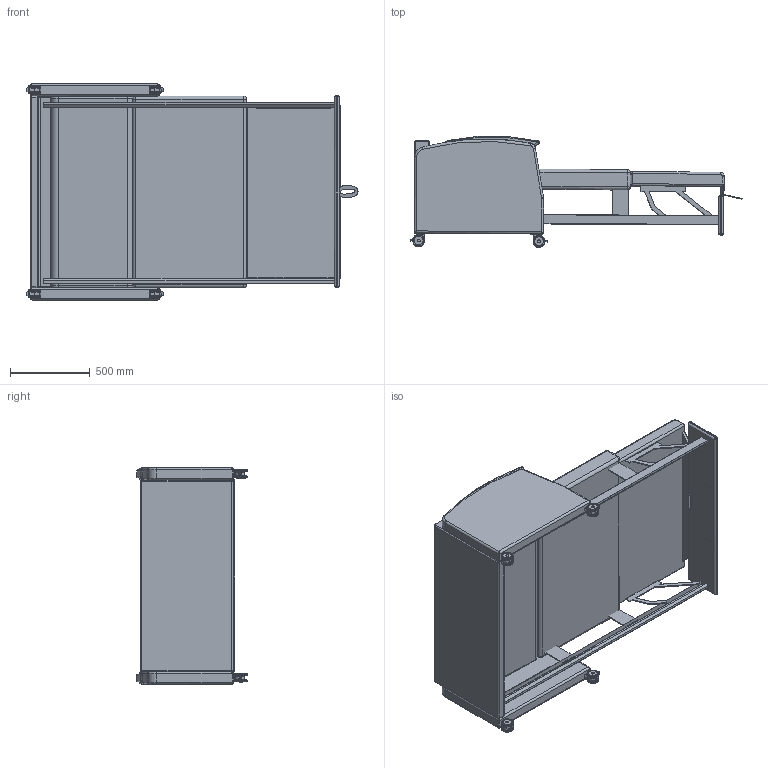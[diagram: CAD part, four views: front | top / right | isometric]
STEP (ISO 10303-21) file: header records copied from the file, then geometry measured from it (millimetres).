
FILE_DESCRIPTION(/* description */ (''),/* implementation_level */ '2;1');
FILE_NAME(/* name */ 'R1900W sleeper (generic).stp',/* time_stamp */ '2017-12-08T13:21:10-05:00',/* author */ ('emehringer'),/* organization */ (''),/* preprocessor_version */ 'ST-DEVELOPER v16.5',/* originating_system */ 'Autodesk Inventor 2017',/* authorisation */ '');
FILE_SCHEMA (('AUTOMOTIVE_DESIGN { 1 0 10303 214 3 1 1 }'));
Length unit declared in the file: inch
Products named in the file (17): R1900U-W sleeper; R1800 UARM L; R1800 UARM R; UFBACK E0900; UOBACK 0900; UPOUT 0900; USEAT 0900; EV7000 MAC BLK; USEATX 0900; CAST COL 3"LC; CAST COL LOCK; CAST COL 3IN CENTER; CAST COL 3IN WHEEL; CAST COL 3IN INNER WHEEL; CHANNELS; USEATX BRKT; CHNL BRKT 4X.25
Assembly tree (27 placements, depth 3):
  R1900U-W sleeper
    R1800 UARM L
    R1800 UARM R
    UFBACK E0900
    UOBACK 0900
    UPOUT 0900
    USEAT 0900
    EV7000 MAC BLK  x2
    USEATX 0900
    CAST COL 3"LC  x4
      CAST COL 3IN WHEEL
      CAST COL LOCK
      CAST COL 3IN CENTER
      CAST COL 3IN INNER WHEEL
    CHANNELS  x2
    USEATX BRKT  x2
    CHNL BRKT 4X.25  x4
Bounding box: 2087.83 x 696.8 x 1358.9 mm (x, y, z)
Volume: 407285150 mm3; surface area: 11775732.2 mm2
Topology: 41 solids, 41 shells, 786 faces, 1708 edges, 1015 vertices
Faces by surface type: cylinder 265, plane 257, torus 140, bspline 74, sphere 50
Full cylindrical faces by diameter (mm): 7.938 x7, 9.525 x4, 17.462 x4, 17.475 x4, 17.526 x8, 20.747 x4, 55.88 x8, 55.956 x8, 75.006 x8
Entity records: 15462 total; most frequent: CARTESIAN_POINT 6061, DIRECTION 1992, ORIENTED_EDGE 1744, EDGE_CURVE 872, AXIS2_PLACEMENT_3D 803, VERTEX_POINT 527, EDGE_LOOP 465, FACE_OUTER_BOUND 414
